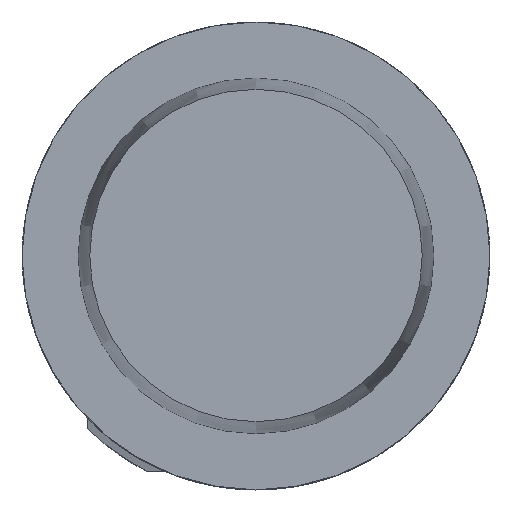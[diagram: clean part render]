
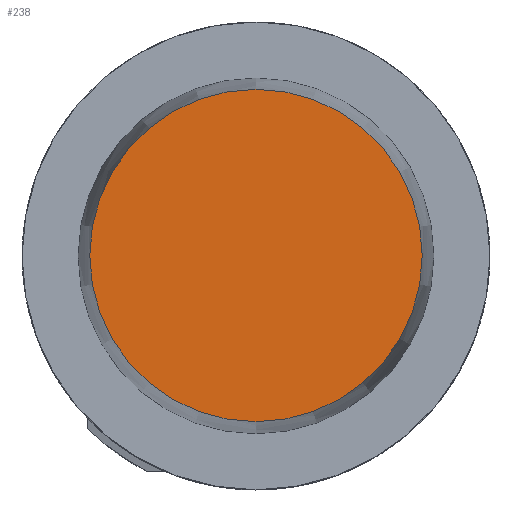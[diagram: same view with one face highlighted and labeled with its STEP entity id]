
A CAD part, top view. The second image highlights one B-rep face of the part: STEP entity #238.
In plain terms, the highlighted planar face has unit normal (0, 0, 1).
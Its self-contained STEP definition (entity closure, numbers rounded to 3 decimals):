
#159=CIRCLE('',#1465,35.511);
#238=ADVANCED_FACE('',(#353),#297,.T.);
#297=PLANE('',#1466);
#353=FACE_OUTER_BOUND('',#444,.T.);
#444=EDGE_LOOP('',(#793));
#793=ORIENTED_EDGE('',*,*,#1095,.F.);
#926=VERTEX_POINT('',#2281);
#1095=EDGE_CURVE('',#926,#926,#159,.T.);
#1465=AXIS2_PLACEMENT_3D('',#2280,#1818,#1819);
#1466=AXIS2_PLACEMENT_3D('',#2282,#1820,#1821);
#1818=DIRECTION('',(0.,0.,-1.));
#1819=DIRECTION('',(0.,-1.,0.));
#1820=DIRECTION('',(0.,0.,1.));
#1821=DIRECTION('',(0.,1.,0.));
#2280=CARTESIAN_POINT('',(0.,0.,
49.9));
#2281=CARTESIAN_POINT('',(0.,-35.511,49.9));
#2282=CARTESIAN_POINT('',(0.,35.511,49.9));
